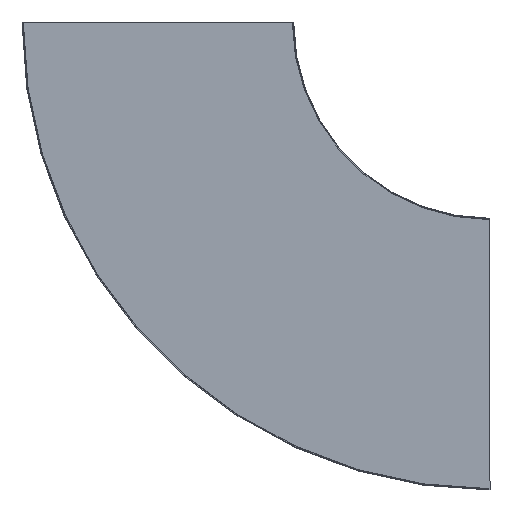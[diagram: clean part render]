
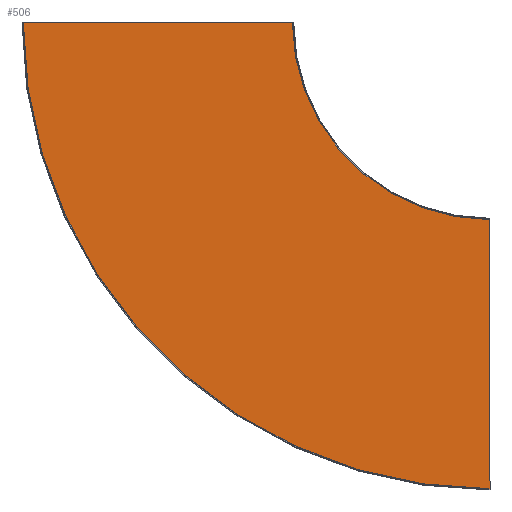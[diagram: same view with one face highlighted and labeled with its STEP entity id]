
A CAD part, front view. The second image highlights one B-rep face of the part: STEP entity #506.
In plain terms, the highlighted planar face has unit normal (0, -1, 0).
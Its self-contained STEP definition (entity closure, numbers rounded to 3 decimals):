
#67 = PLANE ( 'NONE',  #575 ) ;
#133 = CIRCLE ( 'NONE', #790, 297.5 ) ;
#195 = DIRECTION ( 'NONE',  ( 0., 0., -1. ) ) ;
#199 = DIRECTION ( 'NONE',  ( 0., -1., 0. ) ) ;
#234 = FACE_OUTER_BOUND ( 'NONE', #643, .T. ) ;
#279 = ORIENTED_EDGE ( 'NONE', *, *, #416, .F. ) ;
#287 = LINE ( 'NONE', #755, #801 ) ;
#314 = VERTEX_POINT ( 'NONE', #634 ) ;
#347 = CARTESIAN_POINT ( 'NONE',  ( 0., -1., -297.5 ) ) ;
#416 = EDGE_CURVE ( 'NONE', #541, #714, #560, .T. ) ;
#428 = EDGE_CURVE ( 'NONE', #556, #314, #133, .T. ) ;
#438 = EDGE_CURVE ( 'NONE', #714, #314, #287, .T. ) ;
#440 = EDGE_CURVE ( 'NONE', #541, #556, #667, .T. ) ;
#448 = ORIENTED_EDGE ( 'NONE', *, *, #438, .F. ) ;
#495 = CARTESIAN_POINT ( 'NONE',  ( 0., -1., -702.5 ) ) ;
#506 = ADVANCED_FACE ( 'NONE', ( #234 ), #67, .T. ) ;
#541 = VERTEX_POINT ( 'NONE', #495 ) ;
#556 = VERTEX_POINT ( 'NONE', #347 ) ;
#560 = CIRCLE ( 'NONE', #607, 702.5 ) ;
#575 = AXIS2_PLACEMENT_3D ( 'NONE', #711, #199, #195 ) ;
#605 = ORIENTED_EDGE ( 'NONE', *, *, #440, .T. ) ;
#607 = AXIS2_PLACEMENT_3D ( 'NONE', #804, #803, #798 ) ;
#615 = CARTESIAN_POINT ( 'NONE',  ( -702.5, -1., 0. ) ) ;
#634 = CARTESIAN_POINT ( 'NONE',  ( -297.5, -1., 0. ) ) ;
#635 = CARTESIAN_POINT ( 'NONE',  ( 0., -1., -297.5 ) ) ;
#643 = EDGE_LOOP ( 'NONE', ( #749, #448, #279, #605 ) ) ;
#646 = DIRECTION ( 'NONE',  ( 0., 0., 1. ) ) ;
#667 = LINE ( 'NONE', #635, #805 ) ;
#682 = DIRECTION ( 'NONE',  ( 0., 1., 0. ) ) ;
#684 = CARTESIAN_POINT ( 'NONE',  ( 0., -1., 0. ) ) ;
#685 = DIRECTION ( 'NONE',  ( 1., 0., 0. ) ) ;
#690 = DIRECTION ( 'NONE',  ( 0., 0., 1. ) ) ;
#711 = CARTESIAN_POINT ( 'NONE',  ( 0., -1., -297.5 ) ) ;
#714 = VERTEX_POINT ( 'NONE', #615 ) ;
#749 = ORIENTED_EDGE ( 'NONE', *, *, #428, .T. ) ;
#755 = CARTESIAN_POINT ( 'NONE',  ( -297.5, -1., 0. ) ) ;
#790 = AXIS2_PLACEMENT_3D ( 'NONE', #684, #682, #690 ) ;
#798 = DIRECTION ( 'NONE',  ( 0., 0., 1. ) ) ;
#801 = VECTOR ( 'NONE', #685, 1000. ) ;
#803 = DIRECTION ( 'NONE',  ( 0., 1., 0. ) ) ;
#804 = CARTESIAN_POINT ( 'NONE',  ( 0., -1., 0. ) ) ;
#805 = VECTOR ( 'NONE', #646, 1000. ) ;
